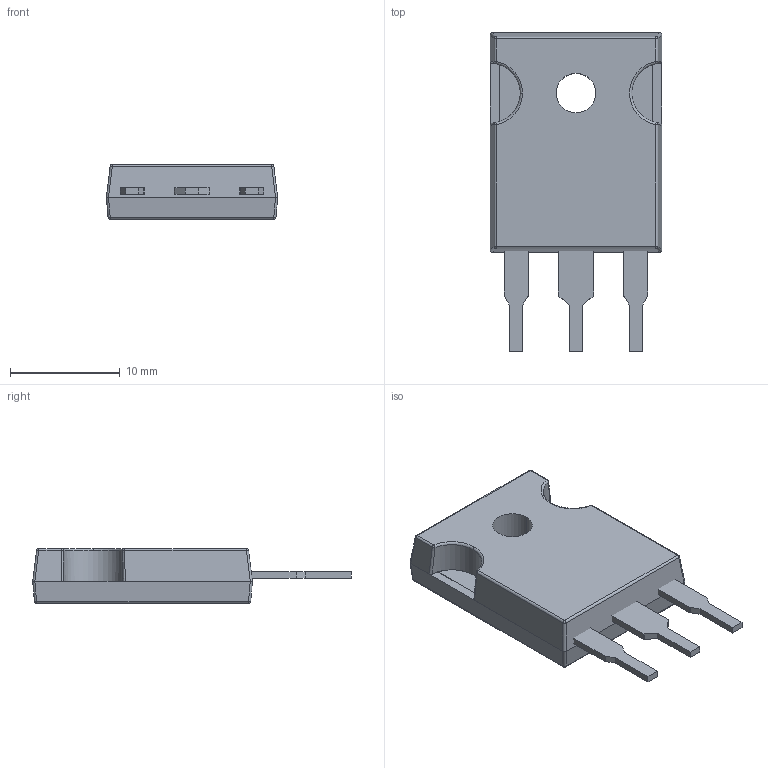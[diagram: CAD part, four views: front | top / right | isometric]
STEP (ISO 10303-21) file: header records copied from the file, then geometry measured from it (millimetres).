
FILE_DESCRIPTION (( 'STEP AP214' ), '1' );
FILE_NAME ('CA28234E-E46E-46C9-A7B4-B89E4CEAB0AA.STEP', '2024-03-21T14:06:24', ( '' ), ( '' ), 'SwSTEP 2.0', 'SolidWorks 2022', '' );
FILE_SCHEMA (( 'AUTOMOTIVE_DESIGN' ));
Length unit declared in the file: millimetre
Products named in the file (1): CA28234E-E46E-46C9-A7B4-B89E4CEAB0AA
Bounding box: 15.6 x 29 x 5 mm (x, y, z)
Volume: 1805.5 mm3; surface area: 2308.1 mm2
Topology: 6 solids, 6 shells, 117 faces, 273 edges, 170 vertices
Faces by surface type: plane 60, cylinder 38, sphere 12, bspline 4, torus 3
Entity records: 3981 total; most frequent: CARTESIAN_POINT 673, DIRECTION 562, ORIENTED_EDGE 546, EDGE_CURVE 273, AXIS2_PLACEMENT_3D 195, VECTOR 172, LINE 172, VERTEX_POINT 170
